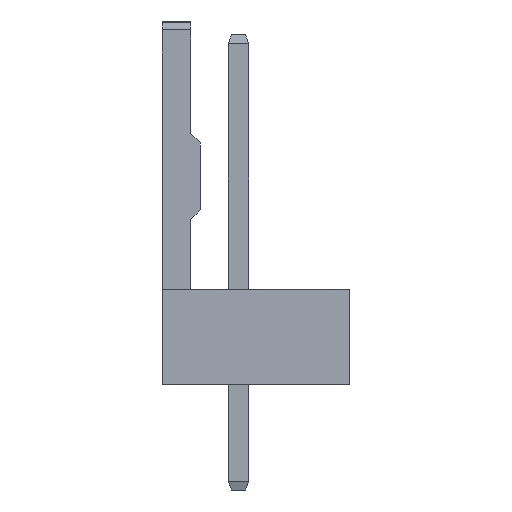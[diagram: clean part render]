
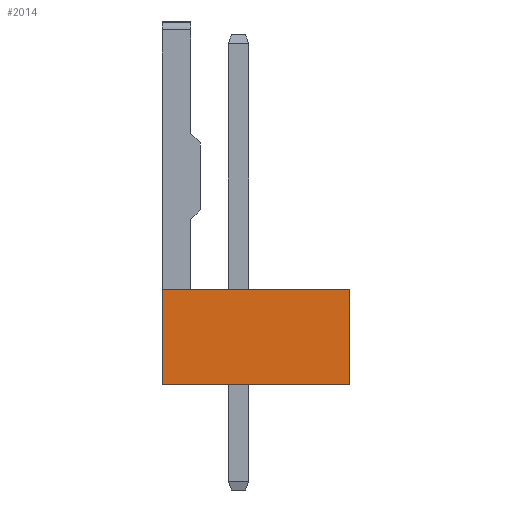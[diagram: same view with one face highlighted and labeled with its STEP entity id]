
A CAD part, left-side view. The second image highlights one B-rep face of the part: STEP entity #2014.
In plain terms, the highlighted planar face has unit normal (-1, 0, 0).
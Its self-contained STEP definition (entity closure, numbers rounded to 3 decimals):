
#137=FACE_OUTER_BOUND('',#247,.T.);
#247=EDGE_LOOP('',(#1508,#1509,#1510,#1511));
#416=LINE('',#3070,#670);
#422=LINE('',#3084,#676);
#428=LINE('',#3094,#682);
#441=LINE('',#3121,#695);
#670=VECTOR('',#2532,1000.);
#676=VECTOR('',#2544,1000.);
#682=VECTOR('',#2552,1000.);
#695=VECTOR('',#2577,1000.);
#888=VERTEX_POINT('',#3067);
#889=VERTEX_POINT('',#3069);
#893=VERTEX_POINT('',#3081);
#894=VERTEX_POINT('',#3083);
#1091=EDGE_CURVE('',#888,#889,#416,.T.);
#1098=EDGE_CURVE('',#894,#893,#422,.T.);
#1104=EDGE_CURVE('',#893,#889,#428,.T.);
#1117=EDGE_CURVE('',#888,#894,#441,.T.);
#1508=ORIENTED_EDGE('',*,*,#1104,.T.);
#1509=ORIENTED_EDGE('',*,*,#1091,.F.);
#1510=ORIENTED_EDGE('',*,*,#1117,.T.);
#1511=ORIENTED_EDGE('',*,*,#1098,.T.);
#1799=PLANE('',#2251);
#2014=ADVANCED_FACE('',(#137),#1799,.T.);
#2251=AXIS2_PLACEMENT_3D('',#3122,#2578,#2579);
#2532=DIRECTION('',(0.,0.,1.));
#2544=DIRECTION('',(0.,0.,1.));
#2552=DIRECTION('',(0.,1.,0.));
#2577=DIRECTION('',(0.,-1.,0.));
#2578=DIRECTION('center_axis',(-1.,0.,0.));
#2579=DIRECTION('ref_axis',(0.,0.,1.));
#3067=CARTESIAN_POINT('',(-1.27,2.4,0.));
#3069=CARTESIAN_POINT('',(-1.27,2.4,3.));
#3070=CARTESIAN_POINT('',(-1.27,2.4,0.));
#3081=CARTESIAN_POINT('',(-1.27,-3.5,3.));
#3083=CARTESIAN_POINT('',(-1.27,-3.5,0.));
#3084=CARTESIAN_POINT('',(-1.27,-3.5,0.));
#3094=CARTESIAN_POINT('',(-1.27,2.4,3.));
#3121=CARTESIAN_POINT('',(-1.27,2.4,0.));
#3122=CARTESIAN_POINT('Origin',(-1.27,2.4,0.));
